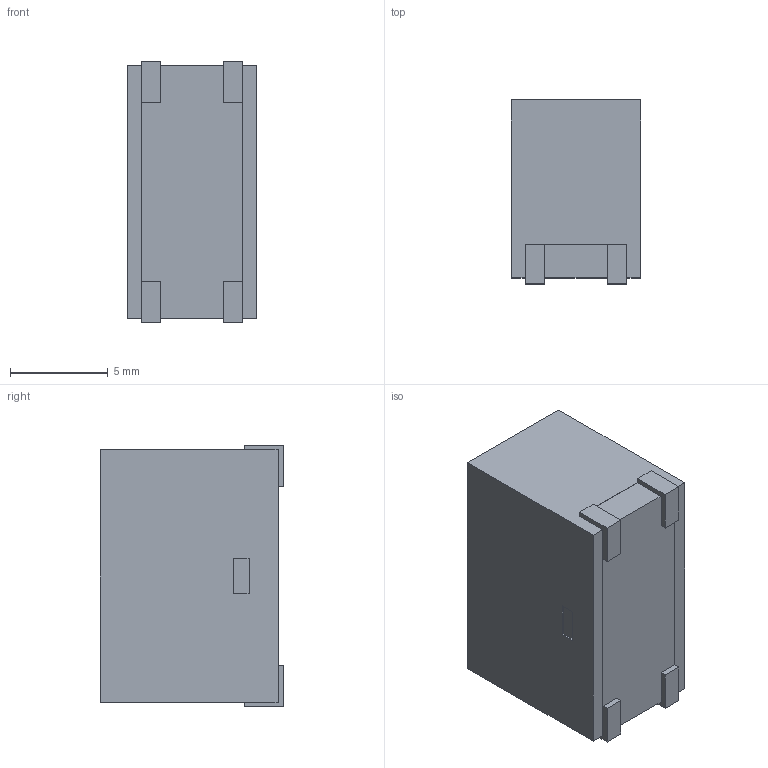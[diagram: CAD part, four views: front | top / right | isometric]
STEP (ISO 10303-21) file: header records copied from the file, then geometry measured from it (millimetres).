
FILE_DESCRIPTION (( 'STEP AP214' ), '1' );
FILE_NAME ('PLT10HH501100PNL.STEP', '2022-08-09T12:49:11', ( '' ), ( '' ), 'SwSTEP 2.0', 'SolidWorks 2018', '' );
FILE_SCHEMA (( 'AUTOMOTIVE_DESIGN' ));
Length unit declared in the file: millimetre
Products named in the file (2): PLT10HH501100PNL
Bounding box: 6.6 x 9.4 x 13.4 mm (x, y, z)
Volume: 778.6 mm3; surface area: 800 mm2
Topology: 6 solids, 6 shells, 71 faces, 162 edges, 108 vertices
Faces by surface type: plane 69, cylinder 2
Entity records: 2835 total; most frequent: CARTESIAN_POINT 343, ORIENTED_EDGE 324, DIRECTION 312, EDGE_CURVE 162, LINE 158, VECTOR 158, VERTEX_POINT 108, UNCERTAINTY_MEASURE_WITH_UNIT 79
